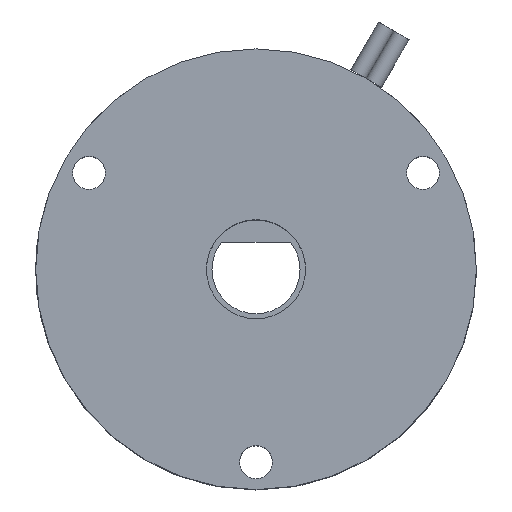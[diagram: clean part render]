
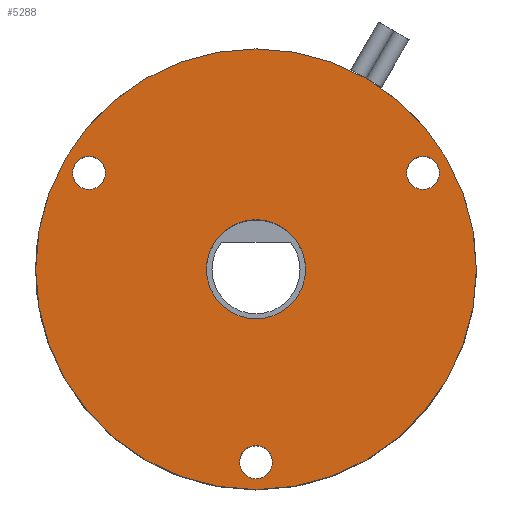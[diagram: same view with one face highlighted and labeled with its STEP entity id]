
A CAD part, top view. The second image highlights one B-rep face of the part: STEP entity #5288.
In plain terms, the highlighted planar face has unit normal (0, 0, 1).
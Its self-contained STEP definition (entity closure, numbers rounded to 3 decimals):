
#630 = CARTESIAN_POINT ( 'NONE',  ( -13.655, 8.75, 18. ) ) ;
#631 = CARTESIAN_POINT ( 'NONE',  ( -16.655, 8.75, 18. ) ) ;
#651 = CARTESIAN_POINT ( 'NONE',  ( -20., 0., 18. ) ) ;
#658 = CARTESIAN_POINT ( 'NONE',  ( -4.5, 0., 18. ) ) ;
#659 = CARTESIAN_POINT ( 'NONE',  ( 20., 0., 18. ) ) ;
#660 = DIRECTION ( 'NONE',  ( 1., 0., 0. ) ) ;
#661 = DIRECTION ( 'NONE',  ( 0., 0., 1. ) ) ;
#662 = CARTESIAN_POINT ( 'NONE',  ( 0., 0., 18. ) ) ;
#663 = AXIS2_PLACEMENT_3D ( 'NONE', #662, #661, #660 ) ;
#664 = CIRCLE ( 'NONE', #663, 4.5 ) ;
#665 = CARTESIAN_POINT ( 'NONE',  ( 16.655, 8.75, 18. ) ) ;
#695 = CARTESIAN_POINT ( 'NONE',  ( -1.5, -17.5, 18. ) ) ;
#696 = CARTESIAN_POINT ( 'NONE',  ( 1.5, -17.5, 18. ) ) ;
#725 = DIRECTION ( 'NONE',  ( 0.5, 0.866, 0. ) ) ;
#726 = DIRECTION ( 'NONE',  ( 0., 0., -1. ) ) ;
#727 = CARTESIAN_POINT ( 'NONE',  ( -15.155, 8.75, 18. ) ) ;
#728 = AXIS2_PLACEMENT_3D ( 'NONE', #727, #726, #725 ) ;
#729 = CIRCLE ( 'NONE', #728, 1.5 ) ;
#736 = CARTESIAN_POINT ( 'NONE',  ( 13.655, 8.75, 18. ) ) ;
#774 = DIRECTION ( 'NONE',  ( 0.5, -0.866, 0. ) ) ;
#775 = DIRECTION ( 'NONE',  ( 0., 0., -1. ) ) ;
#776 = CARTESIAN_POINT ( 'NONE',  ( 15.155, 8.75, 18. ) ) ;
#777 = AXIS2_PLACEMENT_3D ( 'NONE', #776, #775, #774 ) ;
#778 = CIRCLE ( 'NONE', #777, 1.5 ) ;
#779 = DIRECTION ( 'NONE',  ( -1., 0., 0. ) ) ;
#780 = DIRECTION ( 'NONE',  ( 0., 0., -1. ) ) ;
#781 = CARTESIAN_POINT ( 'NONE',  ( 0., -17.5, 18. ) ) ;
#782 = AXIS2_PLACEMENT_3D ( 'NONE', #781, #780, #779 ) ;
#783 = CIRCLE ( 'NONE', #782, 1.5 ) ;
#1049 = DIRECTION ( 'NONE',  ( -1., 0., 0. ) ) ;
#1050 = DIRECTION ( 'NONE',  ( 0., 0., -1. ) ) ;
#1051 = CARTESIAN_POINT ( 'NONE',  ( 0., -17.5, 18. ) ) ;
#1052 = AXIS2_PLACEMENT_3D ( 'NONE', #1051, #1050, #1049 ) ;
#1053 = CIRCLE ( 'NONE', #1052, 1.5 ) ;
#1058 = DIRECTION ( 'NONE',  ( 0.5, -0.866, 0. ) ) ;
#1059 = DIRECTION ( 'NONE',  ( 0., 0., -1. ) ) ;
#1060 = CARTESIAN_POINT ( 'NONE',  ( 15.155, 8.75, 18. ) ) ;
#1061 = AXIS2_PLACEMENT_3D ( 'NONE', #1060, #1059, #1058 ) ;
#1062 = CIRCLE ( 'NONE', #1061, 1.5 ) ;
#1079 = AXIS2_PLACEMENT_3D ( 'NONE', #1140, #1139, #1138 ) ;
#1080 = PLANE ( 'NONE',  #1079 ) ;
#1081 = FACE_BOUND ( 'NONE', #5254, .T. ) ;
#1082 = FACE_OUTER_BOUND ( 'NONE', #5355, .T. ) ;
#1083 = FACE_BOUND ( 'NONE', #5253, .T. ) ;
#1084 = FACE_BOUND ( 'NONE', #5261, .T. ) ;
#1085 = FACE_BOUND ( 'NONE', #5386, .T. ) ;
#1102 = DIRECTION ( 'NONE',  ( 1., 0., 0. ) ) ;
#1103 = DIRECTION ( 'NONE',  ( 0., 0., 1. ) ) ;
#1104 = AXIS2_PLACEMENT_3D ( 'NONE', #1110, #1103, #1102 ) ;
#1105 = CIRCLE ( 'NONE', #1104, 20. ) ;
#1110 = CARTESIAN_POINT ( 'NONE',  ( 0., 0., 18. ) ) ;
#1138 = DIRECTION ( 'NONE',  ( 1., 0., 0. ) ) ;
#1139 = DIRECTION ( 'NONE',  ( 0., 0., 1. ) ) ;
#1140 = CARTESIAN_POINT ( 'NONE',  ( 0., 0., 18. ) ) ;
#1162 = DIRECTION ( 'NONE',  ( 1., 0., 0. ) ) ;
#1163 = DIRECTION ( 'NONE',  ( 0., 0., 1. ) ) ;
#1164 = CARTESIAN_POINT ( 'NONE',  ( 0., 0., 18. ) ) ;
#1165 = AXIS2_PLACEMENT_3D ( 'NONE', #1164, #1163, #1162 ) ;
#1169 = CIRCLE ( 'NONE', #1165, 20. ) ;
#1188 = CARTESIAN_POINT ( 'NONE',  ( 4.5, 0., 18. ) ) ;
#1224 = DIRECTION ( 'NONE',  ( 0.5, 0.866, 0. ) ) ;
#1225 = DIRECTION ( 'NONE',  ( 0., 0., -1. ) ) ;
#1226 = CARTESIAN_POINT ( 'NONE',  ( -15.155, 8.75, 18. ) ) ;
#1227 = AXIS2_PLACEMENT_3D ( 'NONE', #1226, #1225, #1224 ) ;
#1228 = CIRCLE ( 'NONE', #1227, 1.5 ) ;
#1246 = DIRECTION ( 'NONE',  ( 1., 0., 0. ) ) ;
#1247 = DIRECTION ( 'NONE',  ( 0., 0., 1. ) ) ;
#1248 = CARTESIAN_POINT ( 'NONE',  ( 0., 0., 18. ) ) ;
#1249 = AXIS2_PLACEMENT_3D ( 'NONE', #1248, #1247, #1246 ) ;
#1250 = CIRCLE ( 'NONE', #1249, 4.5 ) ;
#5044 = VERTEX_POINT ( 'NONE', #631 ) ;
#5045 = VERTEX_POINT ( 'NONE', #630 ) ;
#5061 = VERTEX_POINT ( 'NONE', #665 ) ;
#5064 = EDGE_CURVE ( 'NONE', #5066, #5335, #664, .T. ) ;
#5065 = VERTEX_POINT ( 'NONE', #659 ) ;
#5066 = VERTEX_POINT ( 'NONE', #658 ) ;
#5072 = VERTEX_POINT ( 'NONE', #651 ) ;
#5083 = VERTEX_POINT ( 'NONE', #696 ) ;
#5084 = VERTEX_POINT ( 'NONE', #695 ) ;
#5099 = EDGE_CURVE ( 'NONE', #5045, #5044, #729, .T. ) ;
#5126 = VERTEX_POINT ( 'NONE', #736 ) ;
#5132 = EDGE_CURVE ( 'NONE', #5083, #5084, #783, .T. ) ;
#5134 = EDGE_CURVE ( 'NONE', #5061, #5126, #778, .T. ) ;
#5253 = EDGE_LOOP ( 'NONE', ( #5348, #5291 ) ) ;
#5254 = EDGE_LOOP ( 'NONE', ( #5320, #5334 ) ) ;
#5261 = EDGE_LOOP ( 'NONE', ( #5351, #5385 ) ) ;
#5274 = EDGE_CURVE ( 'NONE', #5126, #5061, #1062, .T. ) ;
#5276 = ORIENTED_EDGE ( 'NONE', *, *, #5353, .T. ) ;
#5278 = EDGE_CURVE ( 'NONE', #5084, #5083, #1053, .T. ) ;
#5280 = EDGE_CURVE ( 'NONE', #5065, #5072, #1105, .T. ) ;
#5288 = ADVANCED_FACE ( 'NONE', ( #1085, #1084, #1083, #1082, #1081 ), #1080, .T. ) ;
#5291 = ORIENTED_EDGE ( 'NONE', *, *, #5132, .T. ) ;
#5292 = ORIENTED_EDGE ( 'NONE', *, *, #5099, .T. ) ;
#5315 = EDGE_CURVE ( 'NONE', #5072, #5065, #1169, .T. ) ;
#5320 = ORIENTED_EDGE ( 'NONE', *, *, #5064, .F. ) ;
#5334 = ORIENTED_EDGE ( 'NONE', *, *, #5383, .F. ) ;
#5335 = VERTEX_POINT ( 'NONE', #1188 ) ;
#5348 = ORIENTED_EDGE ( 'NONE', *, *, #5278, .T. ) ;
#5351 = ORIENTED_EDGE ( 'NONE', *, *, #5274, .T. ) ;
#5353 = EDGE_CURVE ( 'NONE', #5044, #5045, #1228, .T. ) ;
#5355 = EDGE_LOOP ( 'NONE', ( #5357, #5387 ) ) ;
#5357 = ORIENTED_EDGE ( 'NONE', *, *, #5315, .T. ) ;
#5383 = EDGE_CURVE ( 'NONE', #5335, #5066, #1250, .T. ) ;
#5385 = ORIENTED_EDGE ( 'NONE', *, *, #5134, .T. ) ;
#5386 = EDGE_LOOP ( 'NONE', ( #5276, #5292 ) ) ;
#5387 = ORIENTED_EDGE ( 'NONE', *, *, #5280, .T. ) ;
